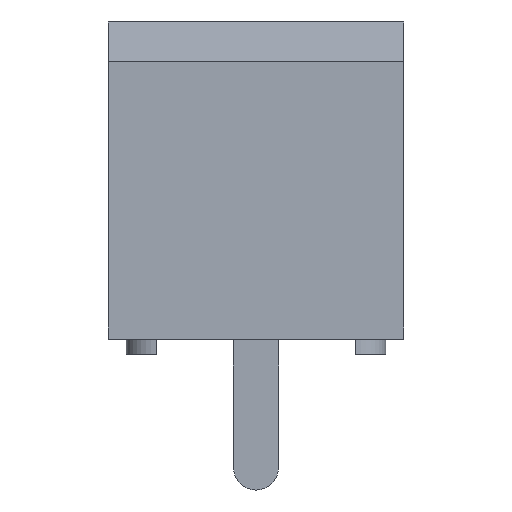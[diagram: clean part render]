
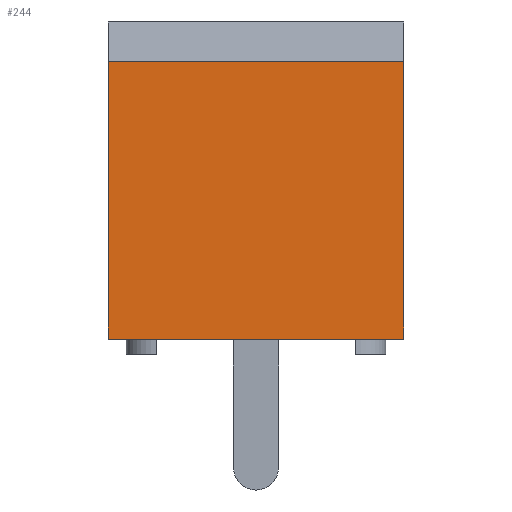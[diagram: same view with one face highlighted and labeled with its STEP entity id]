
A CAD part, left-side view. The second image highlights one B-rep face of the part: STEP entity #244.
In plain terms, the highlighted planar face has unit normal (-1, 0, 0).
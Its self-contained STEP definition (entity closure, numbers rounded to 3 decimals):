
#244=ADVANCED_FACE('',(#2297),#2299,.T.);
#2297=FACE_BOUND('',#2298,.T.);
#2298=EDGE_LOOP('',(#3948,#3949,#3950,#3951));
#2299=PLANE('',#2300);
#2300=AXIS2_PLACEMENT_3D('',#2301,#2302,#2303);
#2301=CARTESIAN_POINT('',(-1.75,-4.9,0.5));
#2302=DIRECTION('',(-1.,0.,0.));
#2303=DIRECTION('',(0.,0.,1.));
#3948=ORIENTED_EDGE('',*,*,#5130,.T.);
#3949=ORIENTED_EDGE('',*,*,#5135,.T.);
#3950=ORIENTED_EDGE('',*,*,#5136,.F.);
#3951=ORIENTED_EDGE('',*,*,#5061,.F.);
#5061=EDGE_CURVE('',#5633,#5635,#5636,.T.);
#5130=EDGE_CURVE('',#5633,#5759,#5761,.T.);
#5135=EDGE_CURVE('',#5759,#5769,#5770,.T.);
#5136=EDGE_CURVE('',#5635,#5769,#5771,.T.);
#5633=VERTEX_POINT('',#6581);
#5635=VERTEX_POINT('',#6585);
#5636=LINE('',#6586,#6587);
#5759=VERTEX_POINT('',#6855);
#5761=LINE('',#6859,#6860);
#5769=VERTEX_POINT('',#6877);
#5770=LINE('',#6878,#6879);
#5771=LINE('',#6881,#6882);
#6581=CARTESIAN_POINT('',(-1.75,-4.9,0.5));
#6585=CARTESIAN_POINT('',(-1.75,4.9,0.5));
#6586=CARTESIAN_POINT('',(-1.75,-4.9,0.5));
#6587=VECTOR('',#6588,1.);
#6588=DIRECTION('',(0.,1.,0.));
#6855=CARTESIAN_POINT('',(-1.75,-4.9,9.7));
#6859=CARTESIAN_POINT('',(-1.75,-4.9,0.5));
#6860=VECTOR('',#6861,1.);
#6861=DIRECTION('',(0.,0.,1.));
#6877=CARTESIAN_POINT('',(-1.75,4.9,9.7));
#6878=CARTESIAN_POINT('',(-1.75,-4.9,9.7));
#6879=VECTOR('',#6880,1.);
#6880=DIRECTION('',(0.,1.,0.));
#6881=CARTESIAN_POINT('',(-1.75,4.9,0.5));
#6882=VECTOR('',#6883,1.);
#6883=DIRECTION('',(0.,0.,1.));
